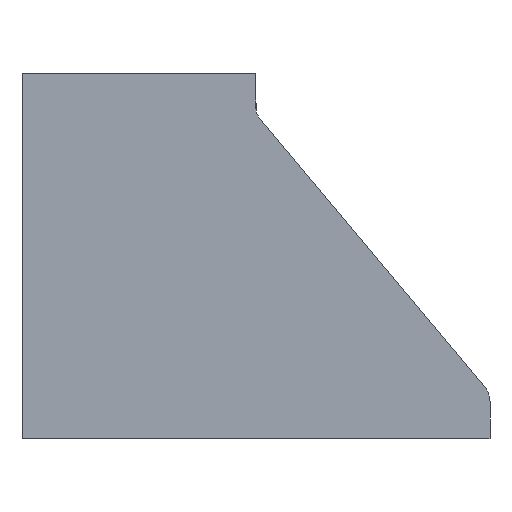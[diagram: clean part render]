
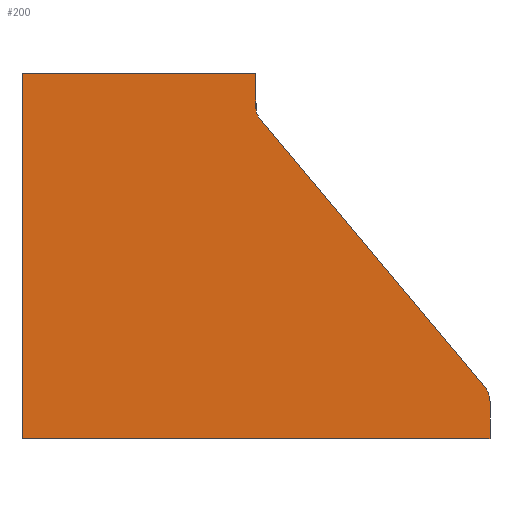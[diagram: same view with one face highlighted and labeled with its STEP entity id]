
A CAD part, front view. The second image highlights one B-rep face of the part: STEP entity #200.
In plain terms, the highlighted planar face has unit normal (0, -1, 0).
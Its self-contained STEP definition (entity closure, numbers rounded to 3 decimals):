
#58 = AXIS2_PLACEMENT_3D ( 'NONE', #399, #398, #397 ) ;
#59 = AXIS2_PLACEMENT_3D ( 'NONE', #360, #361, #357 ) ;
#77 = EDGE_CURVE ( 'NONE', #1251, #1271, #1673, .T. ) ;
#106 = EDGE_CURVE ( 'NONE', #1235, #1230, #1723, .T. ) ;
#107 = EDGE_CURVE ( 'NONE', #1226, #1215, #1728, .T. ) ;
#113 = EDGE_CURVE ( 'NONE', #1230, #1226, #1194, .T. ) ;
#141 = EDGE_CURVE ( 'NONE', #1215, #1257, #661, .T. ) ;
#155 = EDGE_CURVE ( 'NONE', #1239, #1235, #687, .T. ) ;
#200 = ADVANCED_FACE ( 'NONE', ( #765 ), #1053, .F. ) ;
#217 = CARTESIAN_POINT ( 'NONE',  ( -450., 0., -468. ) ) ;
#234 = DIRECTION ( 'NONE',  ( 1., 0., 0. ) ) ;
#243 = CARTESIAN_POINT ( 'NONE',  ( -150., 0., 0. ) ) ;
#283 = CARTESIAN_POINT ( 'NONE',  ( 450., 0., 0. ) ) ;
#357 = DIRECTION ( 'NONE',  ( 0., 0., 1. ) ) ;
#360 = CARTESIAN_POINT ( 'NONE',  ( 720., 0., -420.636 ) ) ;
#361 = DIRECTION ( 'NONE',  ( 0., -1., 0. ) ) ;
#389 = DIRECTION ( 'NONE',  ( -0.642, 0., 0.766 ) ) ;
#397 = DIRECTION ( 'NONE',  ( 0., 0., 1. ) ) ;
#398 = DIRECTION ( 'NONE',  ( 0., 1., 0. ) ) ;
#399 = CARTESIAN_POINT ( 'NONE',  ( 470., 0., -44.456 ) ) ;
#409 = CARTESIAN_POINT ( 'NONE',  ( 454.671, 0., -57.301 ) ) ;
#429 = CARTESIAN_POINT ( 'NONE',  ( 150., 0., 0. ) ) ;
#441 = DIRECTION ( 'NONE',  ( 0., 0., 1. ) ) ;
#530 = CARTESIAN_POINT ( 'NONE',  ( 450., 0., -44.456 ) ) ;
#540 = CARTESIAN_POINT ( 'NONE',  ( 454.671, 0., -57.301 ) ) ;
#544 = CARTESIAN_POINT ( 'NONE',  ( 742.994, 0., -401.367 ) ) ;
#548 = CARTESIAN_POINT ( 'NONE',  ( 750., 0., -420.636 ) ) ;
#552 = CARTESIAN_POINT ( 'NONE',  ( 750., 0., -468. ) ) ;
#564 = CARTESIAN_POINT ( 'NONE',  ( 150., 0., -468. ) ) ;
#570 = CARTESIAN_POINT ( 'NONE',  ( 450., 0., 0. ) ) ;
#584 = CARTESIAN_POINT ( 'NONE',  ( 150., 0., 0. ) ) ;
#644 = DIRECTION ( 'NONE',  ( -1., 0., 0. ) ) ;
#661 = LINE ( 'NONE', #283, #668 ) ;
#668 = VECTOR ( 'NONE', #1083, 1000. ) ;
#687 = LINE ( 'NONE', #1062, #692 ) ;
#692 = VECTOR ( 'NONE', #1087, 1000. ) ;
#765 = FACE_OUTER_BOUND ( 'NONE', #1649, .T. ) ;
#823 = LINE ( 'NONE', #243, #826 ) ;
#826 = VECTOR ( 'NONE', #234, 1000. ) ;
#829 = LINE ( 'NONE', #217, #832 ) ;
#832 = VECTOR ( 'NONE', #644, 1000. ) ;
#965 = DIRECTION ( 'NONE',  ( 0., 0., 1. ) ) ;
#1049 = DIRECTION ( 'NONE',  ( 0., 1., 0. ) ) ;
#1053 = PLANE ( 'NONE',  #1759 ) ;
#1054 = CARTESIAN_POINT ( 'NONE',  ( -170., 0., -44.456 ) ) ;
#1062 = CARTESIAN_POINT ( 'NONE',  ( 750., 0., -420.636 ) ) ;
#1083 = DIRECTION ( 'NONE',  ( 0., 0., 1. ) ) ;
#1087 = DIRECTION ( 'NONE',  ( 0., 0., 1. ) ) ;
#1159 = EDGE_CURVE ( 'NONE', #1271, #1257, #823, .T. ) ;
#1162 = EDGE_CURVE ( 'NONE', #1239, #1251, #829, .T. ) ;
#1194 = LINE ( 'NONE', #409, #1197 ) ;
#1197 = VECTOR ( 'NONE', #389, 1000. ) ;
#1215 = VERTEX_POINT ( 'NONE', #530 ) ;
#1226 = VERTEX_POINT ( 'NONE', #540 ) ;
#1230 = VERTEX_POINT ( 'NONE', #544 ) ;
#1235 = VERTEX_POINT ( 'NONE', #548 ) ;
#1239 = VERTEX_POINT ( 'NONE', #552 ) ;
#1251 = VERTEX_POINT ( 'NONE', #564 ) ;
#1257 = VERTEX_POINT ( 'NONE', #570 ) ;
#1271 = VERTEX_POINT ( 'NONE', #584 ) ;
#1380 = ORIENTED_EDGE ( 'NONE', *, *, #1159, .F. ) ;
#1381 = ORIENTED_EDGE ( 'NONE', *, *, #77, .F. ) ;
#1382 = ORIENTED_EDGE ( 'NONE', *, *, #1162, .F. ) ;
#1383 = ORIENTED_EDGE ( 'NONE', *, *, #155, .T. ) ;
#1384 = ORIENTED_EDGE ( 'NONE', *, *, #106, .T. ) ;
#1385 = ORIENTED_EDGE ( 'NONE', *, *, #113, .T. ) ;
#1386 = ORIENTED_EDGE ( 'NONE', *, *, #107, .T. ) ;
#1387 = ORIENTED_EDGE ( 'NONE', *, *, #141, .T. ) ;
#1649 = EDGE_LOOP ( 'NONE', ( #1380, #1381, #1382, #1383, #1384, #1385, #1386, #1387 ) ) ;
#1673 = LINE ( 'NONE', #429, #1680 ) ;
#1680 = VECTOR ( 'NONE', #441, 1000. ) ;
#1723 = CIRCLE ( 'NONE', #59, 30. ) ;
#1728 = CIRCLE ( 'NONE', #58, 20. ) ;
#1759 = AXIS2_PLACEMENT_3D ( 'NONE', #1054, #1049, #965 ) ;
